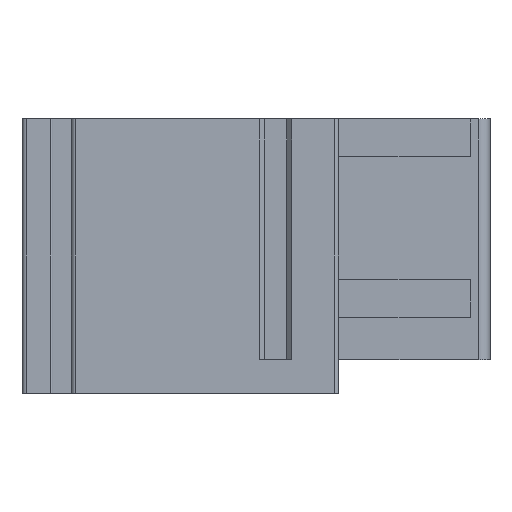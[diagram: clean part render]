
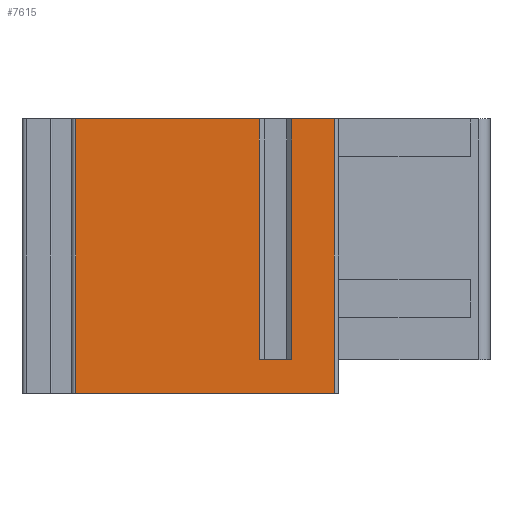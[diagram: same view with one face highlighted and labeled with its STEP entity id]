
A CAD part, front view. The second image highlights one B-rep face of the part: STEP entity #7615.
In plain terms, the highlighted planar face has unit normal (0, -1, 0).
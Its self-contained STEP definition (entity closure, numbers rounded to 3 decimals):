
#842=ORIENTED_EDGE('',*,*,#2423,.T.);
#843=ORIENTED_EDGE('',*,*,#2425,.F.);
#844=ORIENTED_EDGE('',*,*,#2418,.F.);
#845=ORIENTED_EDGE('',*,*,#2426,.F.);
#846=ORIENTED_EDGE('',*,*,#2413,.T.);
#847=ORIENTED_EDGE('',*,*,#2427,.T.);
#848=ORIENTED_EDGE('',*,*,#2428,.F.);
#849=ORIENTED_EDGE('',*,*,#2429,.F.);
#2413=EDGE_CURVE('',#3167,#3166,#3622,.T.);
#2418=EDGE_CURVE('',#3171,#3168,#3626,.T.);
#2423=EDGE_CURVE('',#3175,#3174,#3631,.T.);
#2425=EDGE_CURVE('',#3168,#3174,#3633,.T.);
#2426=EDGE_CURVE('',#3167,#3171,#3634,.T.);
#2427=EDGE_CURVE('',#3166,#3176,#3635,.T.);
#2428=EDGE_CURVE('',#3177,#3176,#3636,.T.);
#2429=EDGE_CURVE('',#3175,#3177,#3637,.T.);
#3166=VERTEX_POINT('',#10855);
#3167=VERTEX_POINT('',#10857);
#3168=VERTEX_POINT('',#10861);
#3171=VERTEX_POINT('',#10866);
#3174=VERTEX_POINT('',#10876);
#3175=VERTEX_POINT('',#10878);
#3176=VERTEX_POINT('',#10884);
#3177=VERTEX_POINT('',#10886);
#3622=LINE('',#10856,#4190);
#3626=LINE('',#10867,#4194);
#3631=LINE('',#10877,#4199);
#3633=LINE('',#10881,#4201);
#3634=LINE('',#10882,#4202);
#3635=LINE('',#10883,#4203);
#3636=LINE('',#10885,#4204);
#3637=LINE('',#10887,#4205);
#4190=VECTOR('',#8981,1000.);
#4194=VECTOR('',#8989,1000.);
#4199=VECTOR('',#8998,1000.);
#4201=VECTOR('',#9002,1000.);
#4202=VECTOR('',#9003,1000.);
#4203=VECTOR('',#9004,1000.);
#4204=VECTOR('',#9005,1000.);
#4205=VECTOR('',#9006,1000.);
#4614=EDGE_LOOP('',(#842,#843,#844,#845,#846,#847,#848,#849));
#4949=FACE_BOUND('',#4614,.T.);
#5245=PLANE('',#8046);
#7615=ADVANCED_FACE('',(#4949),#5245,.F.);
#8046=AXIS2_PLACEMENT_3D('',#10880,#9000,#9001);
#8981=DIRECTION('',(0.,0.,-1.));
#8989=DIRECTION('',(0.,0.,-1.));
#8998=DIRECTION('',(0.,0.,-1.));
#9000=DIRECTION('',(0.,1.,0.));
#9001=DIRECTION('',(0.,0.,1.));
#9002=DIRECTION('',(1.,0.,0.));
#9003=DIRECTION('',(1.,0.,0.));
#9004=DIRECTION('',(1.,0.,0.));
#9005=DIRECTION('',(0.,0.,-1.));
#9006=DIRECTION('',(1.,0.,0.));
#10855=CARTESIAN_POINT('',(2.35,0.,-1.45));
#10856=CARTESIAN_POINT('',(2.35,0.,10.5));
#10857=CARTESIAN_POINT('',(2.35,0.,10.5));
#10861=CARTESIAN_POINT('',(10.35,0.,0.));
#10866=CARTESIAN_POINT('',(10.35,0.,10.5));
#10867=CARTESIAN_POINT('',(10.35,0.,10.5));
#10876=CARTESIAN_POINT('',(11.75,0.,0.));
#10877=CARTESIAN_POINT('',(11.75,0.,10.5));
#10878=CARTESIAN_POINT('',(11.75,0.,10.5));
#10880=CARTESIAN_POINT('',(11.75,0.,10.5));
#10881=CARTESIAN_POINT('',(2.35,0.,0.));
#10882=CARTESIAN_POINT('',(2.35,0.,10.5));
#10883=CARTESIAN_POINT('',(2.35,0.,-1.45));
#10884=CARTESIAN_POINT('',(13.6,0.,-1.45));
#10885=CARTESIAN_POINT('',(13.6,0.,10.5));
#10886=CARTESIAN_POINT('',(13.6,0.,10.5));
#10887=CARTESIAN_POINT('',(11.75,0.,10.5));
